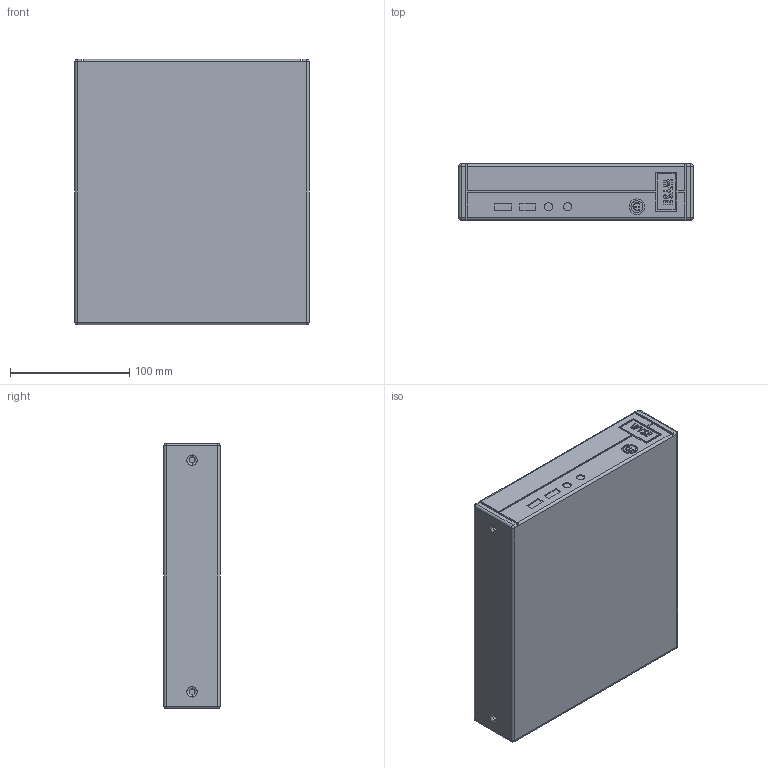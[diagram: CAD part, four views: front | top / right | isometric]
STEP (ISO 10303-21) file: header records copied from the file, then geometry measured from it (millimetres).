
FILE_DESCRIPTION (( 'STEP AP214' ), '1' );
FILE_NAME ('WYSE.STEP', '2021-08-09T18:19:30', ( '' ), ( '' ), 'SwSTEP 2.0', 'SolidWorks 2020', '' );
FILE_SCHEMA (( 'AUTOMOTIVE_DESIGN' ));
Length unit declared in the file: millimetre
Products named in the file (1): WYSE
Bounding box: 196 x 47 x 222 mm (x, y, z)
Volume: 2042194.4 mm3; surface area: 126043.4 mm2
Topology: 1 solids, 1 shells, 155 faces, 394 edges, 248 vertices
Faces by surface type: plane 95, cylinder 34, bspline 14, sphere 8, torus 4
Entity records: 5198 total; most frequent: CARTESIAN_POINT 1492, ORIENTED_EDGE 772, DIRECTION 726, EDGE_CURVE 386, LINE 274, VECTOR 274, VERTEX_POINT 248, AXIS2_PLACEMENT_3D 226
